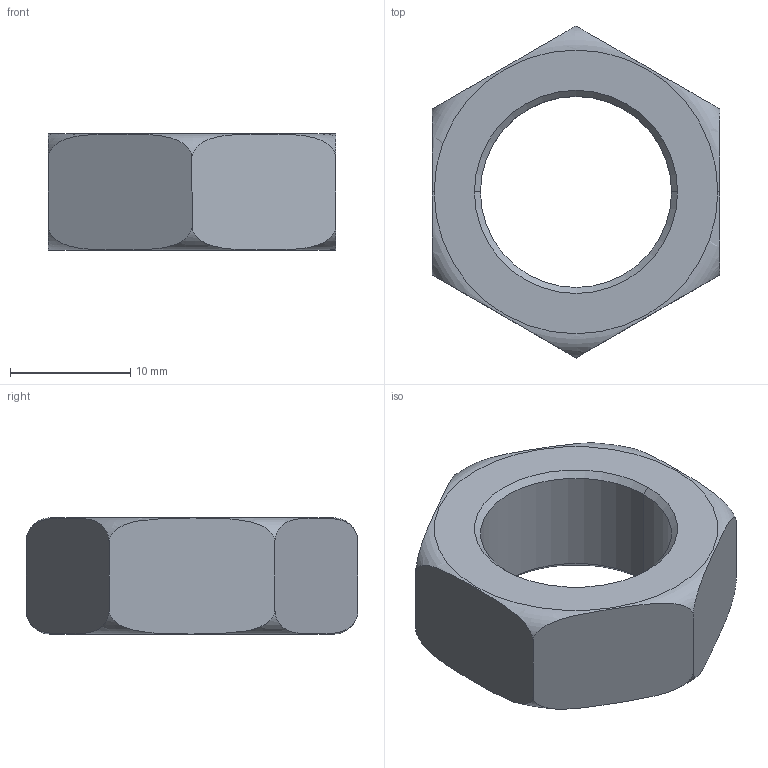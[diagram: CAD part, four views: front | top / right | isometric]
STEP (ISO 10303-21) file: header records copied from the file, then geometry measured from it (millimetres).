
FILE_DESCRIPTION(/* description */ (''),/* implementation_level */ '2;1');
FILE_NAME(/* name */ 'NCDMB106-0500C_3.ipt.stp',/* time_stamp */ '2016-01-07T16:47:41-08:00',/* author */ ('Autodesk Inc.'),/* organization */ ('Autodesk Inc.'),/* preprocessor_version */ 'ST-DEVELOPER v16.1',/* originating_system */ 'Autodesk Inventor 2016',/* authorisation */ '');
FILE_SCHEMA (('AUTOMOTIVE_DESIGN { 1 0 10303 214 3 1 1 }'));
Length unit declared in the file: millimetre
Products named in the file (1): NCDMB106-0500C_3
Bounding box: 23.88 x 27.57 x 9.65 mm (x, y, z)
Volume: 2823.9 mm3; surface area: 1807.4 mm2
Topology: 1 solids, 1 shells, 18 faces, 44 edges, 28 vertices
Faces by surface type: plane 8, cone 4, torus 4, cylinder 2
Entity records: 944 total; most frequent: CARTESIAN_POINT 507, ORIENTED_EDGE 88, DIRECTION 82, EDGE_CURVE 44, AXIS2_PLACEMENT_3D 35, VERTEX_POINT 28, EDGE_LOOP 20, FACE_OUTER_BOUND 18
